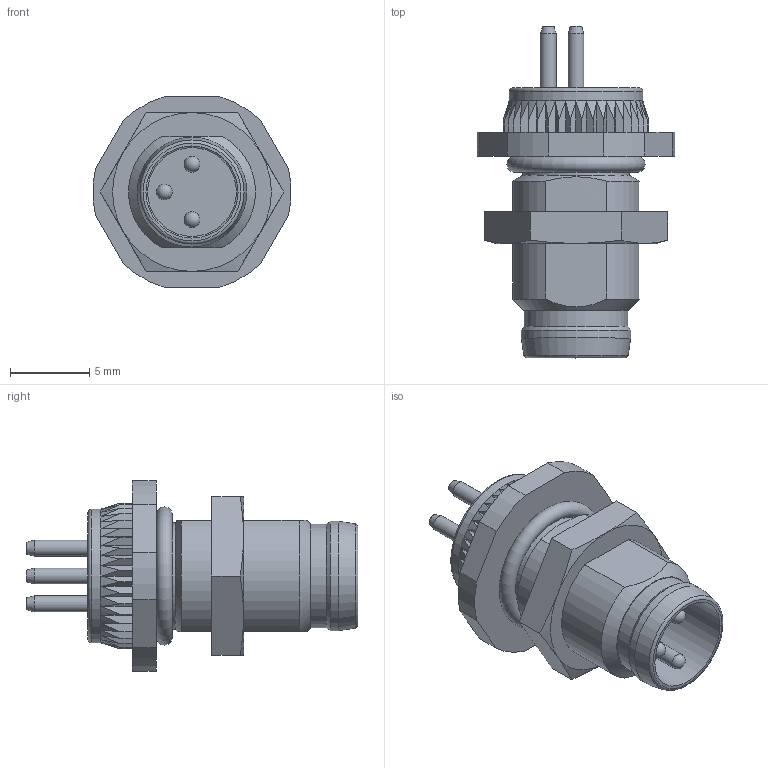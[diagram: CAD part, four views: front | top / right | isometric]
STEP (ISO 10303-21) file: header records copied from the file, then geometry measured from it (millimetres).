
FILE_DESCRIPTION(/* description */ (''),/* implementation_level */ '2;1');
FILE_NAME(/* name */ '5026659__Flanschstecker_assy_285381.stp',/* time_stamp */ '2016-11-21T08:28:02+01:00',/* author */ (''),/* organization */ (''),/* preprocessor_version */ 'ST-DEVELOPER v16',/* originating_system */ 'SIEMENS PLM Software NX 10.0',/* authorisation */ '');
FILE_SCHEMA (('AUTOMOTIVE_DESIGN { 1 0 10303 214 3 1 1 1 }'));
Length unit declared in the file: millimetre
Products named in the file (1): osen18E4658Ezbay
Bounding box: 12.46 x 20.9 x 12 mm (x, y, z)
Volume: 873.3 mm3; surface area: 1028.2 mm2
Topology: 2 solids, 2 shells, 150 faces, 403 edges, 261 vertices
Faces by surface type: plane 107, cylinder 21, cone 14, torus 5, sphere 3
Full cylindrical faces by diameter (mm): 1 x6, 5.8 x1, 6.5 x1, 6.7 x1, 6.9 x1, 8.4 x1
Entity records: 4504 total; most frequent: CARTESIAN_POINT 1054, ORIENTED_EDGE 722, DIRECTION 624, EDGE_CURVE 361, VERTEX_POINT 250, LINE 208, VECTOR 208, AXIS2_PLACEMENT_3D 208
